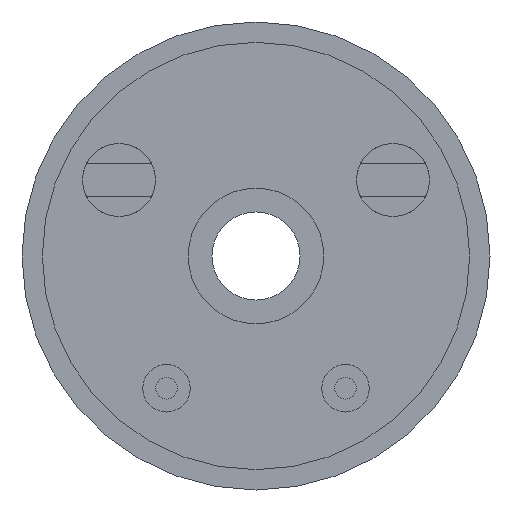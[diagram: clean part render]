
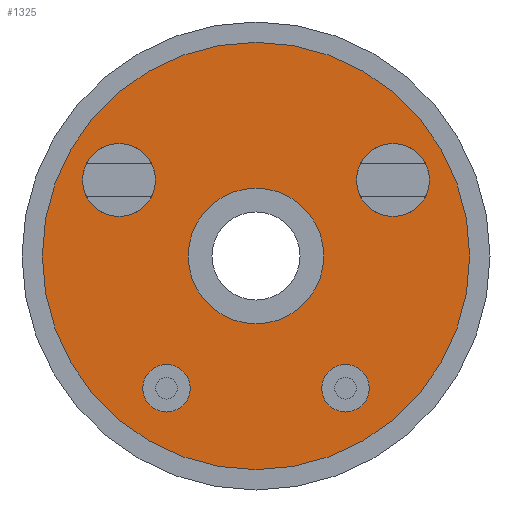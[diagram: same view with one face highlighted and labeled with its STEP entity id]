
A CAD part, front view. The second image highlights one B-rep face of the part: STEP entity #1325.
In plain terms, the highlighted planar face has unit normal (0, -1, 0).
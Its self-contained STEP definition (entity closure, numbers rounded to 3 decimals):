
#15 = CIRCLE ( 'NONE', #1279, 1.75 ) ;
#21 = AXIS2_PLACEMENT_3D ( 'NONE', #937, #338, #1569 ) ;
#24 = EDGE_CURVE ( 'NONE', #674, #1801, #1113, .T. ) ;
#51 = CIRCLE ( 'NONE', #164, 2.683 ) ;
#57 = AXIS2_PLACEMENT_3D ( 'NONE', #631, #1862, #1417 ) ;
#60 = EDGE_CURVE ( 'NONE', #1943, #656, #15, .T. ) ;
#67 = EDGE_LOOP ( 'NONE', ( #606, #679 ) ) ;
#96 = AXIS2_PLACEMENT_3D ( 'NONE', #1235, #1256, #1829 ) ;
#131 = CARTESIAN_POINT ( 'NONE',  ( 6.6, -5.4, -9.75 ) ) ;
#143 = EDGE_CURVE ( 'NONE', #1798, #344, #255, .T. ) ;
#164 = AXIS2_PLACEMENT_3D ( 'NONE', #1589, #1421, #371 ) ;
#216 = EDGE_CURVE ( 'NONE', #251, #394, #1432, .T. ) ;
#251 = VERTEX_POINT ( 'NONE', #890 ) ;
#255 = CIRCLE ( 'NONE', #1483, 1.75 ) ;
#259 = EDGE_LOOP ( 'NONE', ( #604, #1875 ) ) ;
#263 = EDGE_CURVE ( 'NONE', #344, #1798, #1549, .T. ) ;
#266 = DIRECTION ( 'NONE',  ( 0., 0., -1. ) ) ;
#289 = DIRECTION ( 'NONE',  ( 0., -1., 0. ) ) ;
#325 = CIRCLE ( 'NONE', #21, 2.683 ) ;
#338 = DIRECTION ( 'NONE',  ( 0., -1., 0. ) ) ;
#340 = DIRECTION ( 'NONE',  ( 0., 0., -1. ) ) ;
#344 = VERTEX_POINT ( 'NONE', #356 ) ;
#346 = CIRCLE ( 'NONE', #1906, 1.75 ) ;
#356 = CARTESIAN_POINT ( 'NONE',  ( 6.6, -5.4, -11.5 ) ) ;
#365 = VERTEX_POINT ( 'NONE', #746 ) ;
#367 = DIRECTION ( 'NONE',  ( 0., -1., 0. ) ) ;
#371 = DIRECTION ( 'NONE',  ( 0., 0., -1. ) ) ;
#394 = VERTEX_POINT ( 'NONE', #934 ) ;
#413 = AXIS2_PLACEMENT_3D ( 'NONE', #942, #923, #1863 ) ;
#425 = DIRECTION ( 'NONE',  ( 0., -1., 0. ) ) ;
#441 = ORIENTED_EDGE ( 'NONE', *, *, #60, .F. ) ;
#485 = EDGE_CURVE ( 'NONE', #365, #1418, #51, .T. ) ;
#528 = EDGE_CURVE ( 'NONE', #656, #1943, #346, .T. ) ;
#563 = EDGE_CURVE ( 'NONE', #1341, #1261, #325, .T. ) ;
#567 = CARTESIAN_POINT ( 'NONE',  ( 10.1, -5.4, 5.6 ) ) ;
#597 = DIRECTION ( 'NONE',  ( 0., -1., 0. ) ) ;
#604 = ORIENTED_EDGE ( 'NONE', *, *, #143, .F. ) ;
#606 = ORIENTED_EDGE ( 'NONE', *, *, #24, .F. ) ;
#631 = CARTESIAN_POINT ( 'NONE',  ( 0., -5.4, 0. ) ) ;
#656 = VERTEX_POINT ( 'NONE', #1301 ) ;
#659 = CARTESIAN_POINT ( 'NONE',  ( 0., -5.4, -5. ) ) ;
#674 = VERTEX_POINT ( 'NONE', #1615 ) ;
#679 = ORIENTED_EDGE ( 'NONE', *, *, #1422, .F. ) ;
#690 = DIRECTION ( 'NONE',  ( 0., 0., -1. ) ) ;
#692 = EDGE_CURVE ( 'NONE', #1418, #365, #1198, .T. ) ;
#717 = CARTESIAN_POINT ( 'NONE',  ( -10.1, -5.4, 2.917 ) ) ;
#746 = CARTESIAN_POINT ( 'NONE',  ( 10.1, -5.4, 8.283 ) ) ;
#786 = AXIS2_PLACEMENT_3D ( 'NONE', #1684, #1522, #1239 ) ;
#850 = EDGE_LOOP ( 'NONE', ( #1353, #1766 ) ) ;
#858 = CARTESIAN_POINT ( 'NONE',  ( -6.6, -5.4, -11.5 ) ) ;
#864 = FACE_BOUND ( 'NONE', #1667, .T. ) ;
#890 = CARTESIAN_POINT ( 'NONE',  ( 0., -5.4, -15.75 ) ) ;
#905 = DIRECTION ( 'NONE',  ( 0., 0., -1. ) ) ;
#910 = AXIS2_PLACEMENT_3D ( 'NONE', #1974, #425, #1369 ) ;
#923 = DIRECTION ( 'NONE',  ( 0., -1., 0. ) ) ;
#934 = CARTESIAN_POINT ( 'NONE',  ( 0., -5.4, 15.75 ) ) ;
#937 = CARTESIAN_POINT ( 'NONE',  ( -10.1, -5.4, 5.6 ) ) ;
#942 = CARTESIAN_POINT ( 'NONE',  ( 0., -5.4, 0. ) ) ;
#961 = EDGE_CURVE ( 'NONE', #1261, #1341, #1659, .T. ) ;
#962 = CIRCLE ( 'NONE', #1810, 15.75 ) ;
#1020 = DIRECTION ( 'NONE',  ( 0., 0., -1. ) ) ;
#1022 = EDGE_CURVE ( 'NONE', #394, #251, #962, .T. ) ;
#1062 = CIRCLE ( 'NONE', #910, 5. ) ;
#1112 = ORIENTED_EDGE ( 'NONE', *, *, #692, .F. ) ;
#1113 = CIRCLE ( 'NONE', #413, 5. ) ;
#1169 = ORIENTED_EDGE ( 'NONE', *, *, #528, .F. ) ;
#1173 = CARTESIAN_POINT ( 'NONE',  ( 6.6, -5.4, -9.75 ) ) ;
#1198 = CIRCLE ( 'NONE', #1234, 2.683 ) ;
#1212 = ORIENTED_EDGE ( 'NONE', *, *, #563, .F. ) ;
#1234 = AXIS2_PLACEMENT_3D ( 'NONE', #567, #1767, #266 ) ;
#1235 = CARTESIAN_POINT ( 'NONE',  ( -10.1, -5.4, 5.6 ) ) ;
#1239 = DIRECTION ( 'NONE',  ( 0., 0., -1. ) ) ;
#1256 = DIRECTION ( 'NONE',  ( 0., -1., 0. ) ) ;
#1261 = VERTEX_POINT ( 'NONE', #717 ) ;
#1279 = AXIS2_PLACEMENT_3D ( 'NONE', #1443, #1424, #340 ) ;
#1301 = CARTESIAN_POINT ( 'NONE',  ( -6.6, -5.4, -8. ) ) ;
#1325 = ADVANCED_FACE ( 'NONE', ( #864, #1698, #1765, #1794, #1624, #1586 ), #1564, .T. ) ;
#1341 = VERTEX_POINT ( 'NONE', #1899 ) ;
#1353 = ORIENTED_EDGE ( 'NONE', *, *, #1022, .T. ) ;
#1363 = EDGE_LOOP ( 'NONE', ( #1169, #441 ) ) ;
#1369 = DIRECTION ( 'NONE',  ( 0., 0., -1. ) ) ;
#1378 = CARTESIAN_POINT ( 'NONE',  ( -6.6, -5.4, -9.75 ) ) ;
#1417 = DIRECTION ( 'NONE',  ( 0., 0., -1. ) ) ;
#1418 = VERTEX_POINT ( 'NONE', #1666 ) ;
#1421 = DIRECTION ( 'NONE',  ( 0., -1., 0. ) ) ;
#1422 = EDGE_CURVE ( 'NONE', #1801, #674, #1062, .T. ) ;
#1424 = DIRECTION ( 'NONE',  ( 0., -1., 0. ) ) ;
#1432 = CIRCLE ( 'NONE', #786, 15.75 ) ;
#1443 = CARTESIAN_POINT ( 'NONE',  ( -6.6, -5.4, -9.75 ) ) ;
#1483 = AXIS2_PLACEMENT_3D ( 'NONE', #1173, #367, #690 ) ;
#1522 = DIRECTION ( 'NONE',  ( 0., -1., 0. ) ) ;
#1528 = ORIENTED_EDGE ( 'NONE', *, *, #961, .F. ) ;
#1529 = ORIENTED_EDGE ( 'NONE', *, *, #485, .F. ) ;
#1549 = CIRCLE ( 'NONE', #1796, 1.75 ) ;
#1564 = PLANE ( 'NONE',  #57 ) ;
#1569 = DIRECTION ( 'NONE',  ( 0., 0., -1. ) ) ;
#1586 = FACE_BOUND ( 'NONE', #67, .T. ) ;
#1589 = CARTESIAN_POINT ( 'NONE',  ( 10.1, -5.4, 5.6 ) ) ;
#1615 = CARTESIAN_POINT ( 'NONE',  ( 0., -5.4, 5. ) ) ;
#1624 = FACE_OUTER_BOUND ( 'NONE', #850, .T. ) ;
#1636 = EDGE_LOOP ( 'NONE', ( #1529, #1112 ) ) ;
#1659 = CIRCLE ( 'NONE', #96, 2.683 ) ;
#1666 = CARTESIAN_POINT ( 'NONE',  ( 10.1, -5.4, 2.917 ) ) ;
#1667 = EDGE_LOOP ( 'NONE', ( #1212, #1528 ) ) ;
#1674 = DIRECTION ( 'NONE',  ( 0., 0., -1. ) ) ;
#1684 = CARTESIAN_POINT ( 'NONE',  ( 0., -5.4, 0. ) ) ;
#1698 = FACE_BOUND ( 'NONE', #1636, .T. ) ;
#1714 = CARTESIAN_POINT ( 'NONE',  ( 6.6, -5.4, -8. ) ) ;
#1765 = FACE_BOUND ( 'NONE', #259, .T. ) ;
#1766 = ORIENTED_EDGE ( 'NONE', *, *, #216, .T. ) ;
#1767 = DIRECTION ( 'NONE',  ( 0., -1., 0. ) ) ;
#1788 = CARTESIAN_POINT ( 'NONE',  ( 0., -5.4, 0. ) ) ;
#1794 = FACE_BOUND ( 'NONE', #1363, .T. ) ;
#1796 = AXIS2_PLACEMENT_3D ( 'NONE', #131, #289, #905 ) ;
#1798 = VERTEX_POINT ( 'NONE', #1714 ) ;
#1801 = VERTEX_POINT ( 'NONE', #659 ) ;
#1810 = AXIS2_PLACEMENT_3D ( 'NONE', #1788, #1944, #1020 ) ;
#1829 = DIRECTION ( 'NONE',  ( 0., 0., -1. ) ) ;
#1862 = DIRECTION ( 'NONE',  ( 0., -1., 0. ) ) ;
#1863 = DIRECTION ( 'NONE',  ( 0., 0., -1. ) ) ;
#1875 = ORIENTED_EDGE ( 'NONE', *, *, #263, .F. ) ;
#1899 = CARTESIAN_POINT ( 'NONE',  ( -10.1, -5.4, 8.283 ) ) ;
#1906 = AXIS2_PLACEMENT_3D ( 'NONE', #1378, #597, #1674 ) ;
#1943 = VERTEX_POINT ( 'NONE', #858 ) ;
#1944 = DIRECTION ( 'NONE',  ( 0., -1., 0. ) ) ;
#1974 = CARTESIAN_POINT ( 'NONE',  ( 0., -5.4, 0. ) ) ;
